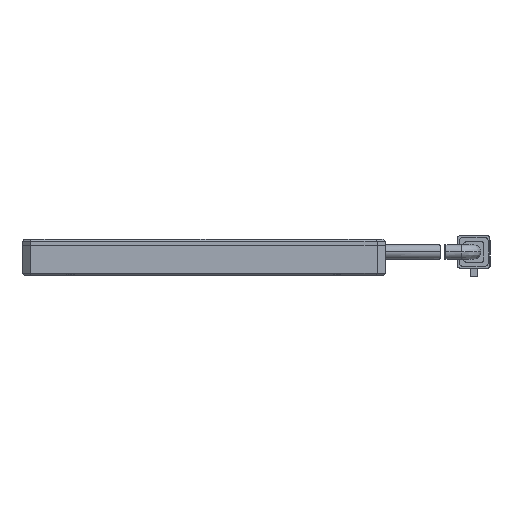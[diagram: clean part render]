
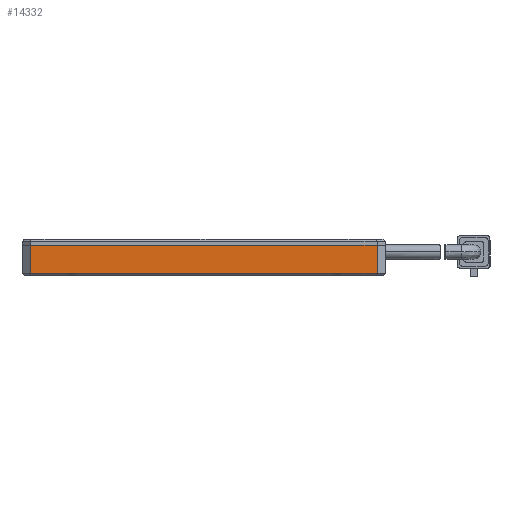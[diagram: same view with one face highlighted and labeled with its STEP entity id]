
A CAD part, front view. The second image highlights one B-rep face of the part: STEP entity #14332.
In plain terms, the highlighted planar face has unit normal (0, -1, 0).
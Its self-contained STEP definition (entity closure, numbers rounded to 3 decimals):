
#1598 = EDGE_CURVE ( 'NONE', #3849, #3654, #7884, .T. ) ;
#2578 = LINE ( 'NONE', #12312, #16989 ) ;
#2643 = PLANE ( 'NONE',  #5113 ) ;
#3448 = VECTOR ( 'NONE', #7271, 1000. ) ;
#3654 = VERTEX_POINT ( 'NONE', #12612 ) ;
#3849 = VERTEX_POINT ( 'NONE', #4434 ) ;
#4159 = VECTOR ( 'NONE', #16928, 1000. ) ;
#4434 = CARTESIAN_POINT ( 'NONE',  ( 10.921, -17.06, -2.5 ) ) ;
#5113 = AXIS2_PLACEMENT_3D ( 'NONE', #8259, #18023, #9706 ) ;
#5615 = ORIENTED_EDGE ( 'NONE', *, *, #11911, .F. ) ;
#6119 = CARTESIAN_POINT ( 'NONE',  ( -77.079, -17.06, -2.5 ) ) ;
#6711 = DIRECTION ( 'NONE',  ( 1., 0., 0. ) ) ;
#6734 = LINE ( 'NONE', #12941, #3448 ) ;
#7271 = DIRECTION ( 'NONE',  ( 0., 0., -1. ) ) ;
#7884 = LINE ( 'NONE', #6119, #4159 ) ;
#8093 = DIRECTION ( 'NONE',  ( 0., 0., 1. ) ) ;
#8259 = CARTESIAN_POINT ( 'NONE',  ( -77.079, -17.06, 4.5 ) ) ;
#9521 = CARTESIAN_POINT ( 'NONE',  ( -75.079, -17.06, 4.5 ) ) ;
#9706 = DIRECTION ( 'NONE',  ( 0., 0., 1. ) ) ;
#9861 = LINE ( 'NONE', #9521, #13132 ) ;
#10360 = ORIENTED_EDGE ( 'NONE', *, *, #15646, .F. ) ;
#10432 = ORIENTED_EDGE ( 'NONE', *, *, #1598, .F. ) ;
#11911 = EDGE_CURVE ( 'NONE', #3654, #15551, #9861, .T. ) ;
#12312 = CARTESIAN_POINT ( 'NONE',  ( -77.079, -17.06, 4.5 ) ) ;
#12612 = CARTESIAN_POINT ( 'NONE',  ( -75.079, -17.06, -2.5 ) ) ;
#12696 = CARTESIAN_POINT ( 'NONE',  ( -75.079, -17.06, 4.5 ) ) ;
#12941 = CARTESIAN_POINT ( 'NONE',  ( 10.921, -17.06, 4.5 ) ) ;
#12981 = VERTEX_POINT ( 'NONE', #15075 ) ;
#13132 = VECTOR ( 'NONE', #8093, 1000. ) ;
#13372 = ORIENTED_EDGE ( 'NONE', *, *, #16049, .F. ) ;
#14332 = ADVANCED_FACE ( 'NONE', ( #15780 ), #2643, .F. ) ;
#15075 = CARTESIAN_POINT ( 'NONE',  ( 10.921, -17.06, 4.5 ) ) ;
#15551 = VERTEX_POINT ( 'NONE', #12696 ) ;
#15646 = EDGE_CURVE ( 'NONE', #12981, #3849, #6734, .T. ) ;
#15780 = FACE_OUTER_BOUND ( 'NONE', #15957, .T. ) ;
#15957 = EDGE_LOOP ( 'NONE', ( #10432, #10360, #13372, #5615 ) ) ;
#16049 = EDGE_CURVE ( 'NONE', #15551, #12981, #2578, .T. ) ;
#16928 = DIRECTION ( 'NONE',  ( -1., 0., 0. ) ) ;
#16989 = VECTOR ( 'NONE', #6711, 1000. ) ;
#18023 = DIRECTION ( 'NONE',  ( 0., 1., 0. ) ) ;
